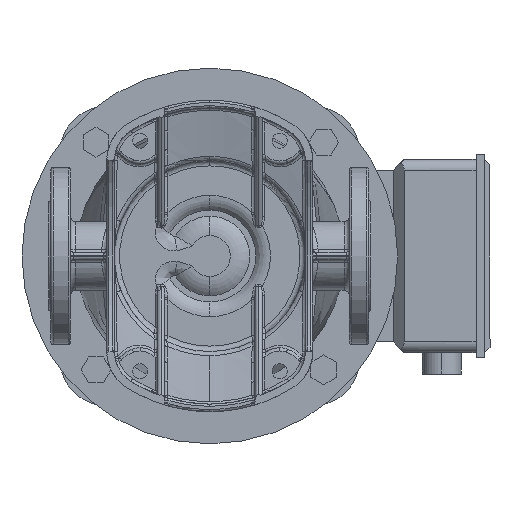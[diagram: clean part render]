
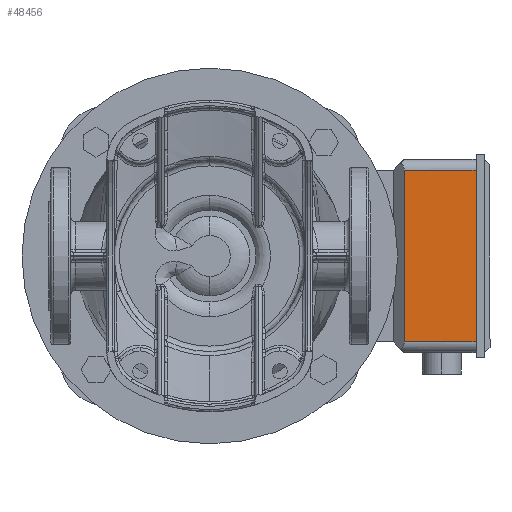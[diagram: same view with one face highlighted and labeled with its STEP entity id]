
A CAD part, front view. The second image highlights one B-rep face of the part: STEP entity #48456.
In plain terms, the highlighted face is planar.
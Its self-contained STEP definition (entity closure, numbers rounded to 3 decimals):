
#1779 = VECTOR ( 'NONE', #29506, 1000. ) ;
#3602 = ORIENTED_EDGE ( 'NONE', *, *, #50809, .F. ) ;
#8224 = PLANE ( 'NONE',  #23971 ) ;
#8974 = FACE_OUTER_BOUND ( 'NONE', #41929, .T. ) ;
#10269 = VECTOR ( 'NONE', #51103, 1000. ) ;
#11479 = CARTESIAN_POINT ( 'NONE',  ( -80., -526.427, -176. ) ) ;
#12638 = LINE ( 'NONE', #36802, #16579 ) ;
#12913 = EDGE_CURVE ( 'NONE', #45693, #68585, #67557, .T. ) ;
#14479 = CARTESIAN_POINT ( 'NONE',  ( 80., 248., -176. ) ) ;
#16579 = VECTOR ( 'NONE', #42202, 1000. ) ;
#19354 = DIRECTION ( 'NONE',  ( 0., 0., 1. ) ) ;
#20785 = ORIENTED_EDGE ( 'NONE', *, *, #12913, .T. ) ;
#23971 = AXIS2_PLACEMENT_3D ( 'NONE', #61537, #19354, #31244 ) ;
#24665 = CARTESIAN_POINT ( 'NONE',  ( -80., 248., -176. ) ) ;
#27687 = CARTESIAN_POINT ( 'NONE',  ( 80., -526.427, -176. ) ) ;
#29506 = DIRECTION ( 'NONE',  ( 0., -1., 0. ) ) ;
#31244 = DIRECTION ( 'NONE',  ( 1., 0., 0. ) ) ;
#31501 = CARTESIAN_POINT ( 'NONE',  ( 80., 181., -176. ) ) ;
#33395 = ORIENTED_EDGE ( 'NONE', *, *, #45775, .T. ) ;
#36802 = CARTESIAN_POINT ( 'NONE',  ( -90., 181., -176. ) ) ;
#39831 = CARTESIAN_POINT ( 'NONE',  ( -90., 248., -176. ) ) ;
#41929 = EDGE_LOOP ( 'NONE', ( #3602, #33395, #53186, #20785 ) ) ;
#42202 = DIRECTION ( 'NONE',  ( 1., 0., 0. ) ) ;
#44239 = VERTEX_POINT ( 'NONE', #24665 ) ;
#45693 = VERTEX_POINT ( 'NONE', #31501 ) ;
#45775 = EDGE_CURVE ( 'NONE', #44239, #72945, #65148, .T. ) ;
#47685 = EDGE_CURVE ( 'NONE', #72945, #45693, #12638, .T. ) ;
#48456 = ADVANCED_FACE ( 'NONE', ( #8974 ), #8224, .T. ) ;
#50809 = EDGE_CURVE ( 'NONE', #44239, #68585, #68934, .T. ) ;
#51103 = DIRECTION ( 'NONE',  ( 0., 1., 0. ) ) ;
#53186 = ORIENTED_EDGE ( 'NONE', *, *, #47685, .T. ) ;
#57485 = DIRECTION ( 'NONE',  ( 1., 0., 0. ) ) ;
#58240 = CARTESIAN_POINT ( 'NONE',  ( -80., 181., -176. ) ) ;
#61537 = CARTESIAN_POINT ( 'NONE',  ( -90., -526.427, -176. ) ) ;
#64539 = VECTOR ( 'NONE', #57485, 1000. ) ;
#65148 = LINE ( 'NONE', #11479, #1779 ) ;
#67557 = LINE ( 'NONE', #27687, #10269 ) ;
#68585 = VERTEX_POINT ( 'NONE', #14479 ) ;
#68934 = LINE ( 'NONE', #39831, #64539 ) ;
#72945 = VERTEX_POINT ( 'NONE', #58240 ) ;
